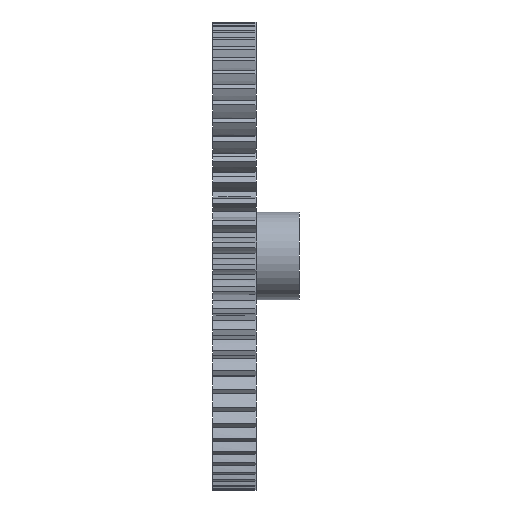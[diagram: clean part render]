
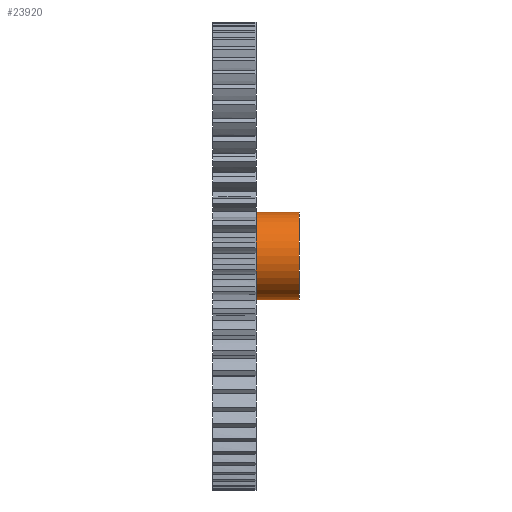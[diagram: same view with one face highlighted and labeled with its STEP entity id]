
A CAD part, front view. The second image highlights one B-rep face of the part: STEP entity #23920.
In plain terms, the highlighted cylindrical face has radius 5.1 mm (diameter 10.2 mm), a full revolution.
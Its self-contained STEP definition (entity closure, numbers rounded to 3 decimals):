
#79 = PLANE('',#80);
#80 = AXIS2_PLACEMENT_3D('',#81,#82,#83);
#81 = CARTESIAN_POINT('',(40.5,0.,15.));
#82 = DIRECTION('',(1.,0.,0.));
#83 = DIRECTION('',(0.,0.,-1.));
#16810 = EDGE_CURVE('',#16811,#16811,#16813,.T.);
#16811 = VERTEX_POINT('',#16812);
#16812 = CARTESIAN_POINT('',(40.5,0.,9.9));
#16813 = SURFACE_CURVE('',#16814,(#16819,#16826),.PCURVE_S1.);
#16814 = CIRCLE('',#16815,5.1);
#16815 = AXIS2_PLACEMENT_3D('',#16816,#16817,#16818);
#16816 = CARTESIAN_POINT('',(40.5,0.,15.));
#16817 = DIRECTION('',(1.,0.,0.));
#16818 = DIRECTION('',(0.,0.,-1.));
#16819 = PCURVE('',#79,#16820);
#16820 = DEFINITIONAL_REPRESENTATION('',(#16821),#16825);
#16821 = CIRCLE('',#16822,5.1);
#16822 = AXIS2_PLACEMENT_2D('',#16823,#16824);
#16823 = CARTESIAN_POINT('',(0.,0.));
#16824 = DIRECTION('',(1.,0.));
#16825 = ( GEOMETRIC_REPRESENTATION_CONTEXT(2) 
PARAMETRIC_REPRESENTATION_CONTEXT() REPRESENTATION_CONTEXT('2D SPACE',''
  ) );
#16826 = PCURVE('',#16827,#16832);
#16827 = CYLINDRICAL_SURFACE('',#16828,5.1);
#16828 = AXIS2_PLACEMENT_3D('',#16829,#16830,#16831);
#16829 = CARTESIAN_POINT('',(40.5,0.,15.));
#16830 = DIRECTION('',(-1.,-0.,0.));
#16831 = DIRECTION('',(0.,0.,-1.));
#16832 = DEFINITIONAL_REPRESENTATION('',(#16833),#16837);
#16833 = LINE('',#16834,#16835);
#16834 = CARTESIAN_POINT('',(-0.,0.));
#16835 = VECTOR('',#16836,1.);
#16836 = DIRECTION('',(-1.,0.));
#16837 = ( GEOMETRIC_REPRESENTATION_CONTEXT(2) 
PARAMETRIC_REPRESENTATION_CONTEXT() REPRESENTATION_CONTEXT('2D SPACE',''
  ) );
#23920 = ADVANCED_FACE('',(#23921),#16827,.T.);
#23921 = FACE_BOUND('',#23922,.F.);
#23922 = EDGE_LOOP('',(#23923,#23946,#23973,#23974));
#23923 = ORIENTED_EDGE('',*,*,#23924,.T.);
#23924 = EDGE_CURVE('',#16811,#23925,#23927,.T.);
#23925 = VERTEX_POINT('',#23926);
#23926 = CARTESIAN_POINT('',(45.5,0.,9.9));
#23927 = SEAM_CURVE('',#23928,(#23932,#23939),.PCURVE_S1.);
#23928 = LINE('',#23929,#23930);
#23929 = CARTESIAN_POINT('',(40.5,0.,9.9));
#23930 = VECTOR('',#23931,1.);
#23931 = DIRECTION('',(1.,0.,0.));
#23932 = PCURVE('',#16827,#23933);
#23933 = DEFINITIONAL_REPRESENTATION('',(#23934),#23938);
#23934 = LINE('',#23935,#23936);
#23935 = CARTESIAN_POINT('',(-0.,0.));
#23936 = VECTOR('',#23937,1.);
#23937 = DIRECTION('',(-0.,-1.));
#23938 = ( GEOMETRIC_REPRESENTATION_CONTEXT(2) 
PARAMETRIC_REPRESENTATION_CONTEXT() REPRESENTATION_CONTEXT('2D SPACE',''
  ) );
#23939 = PCURVE('',#16827,#23940);
#23940 = DEFINITIONAL_REPRESENTATION('',(#23941),#23945);
#23941 = LINE('',#23942,#23943);
#23942 = CARTESIAN_POINT('',(-6.283,0.));
#23943 = VECTOR('',#23944,1.);
#23944 = DIRECTION('',(-0.,-1.));
#23945 = ( GEOMETRIC_REPRESENTATION_CONTEXT(2) 
PARAMETRIC_REPRESENTATION_CONTEXT() REPRESENTATION_CONTEXT('2D SPACE',''
  ) );
#23946 = ORIENTED_EDGE('',*,*,#23947,.T.);
#23947 = EDGE_CURVE('',#23925,#23925,#23948,.T.);
#23948 = SURFACE_CURVE('',#23949,(#23954,#23961),.PCURVE_S1.);
#23949 = CIRCLE('',#23950,5.1);
#23950 = AXIS2_PLACEMENT_3D('',#23951,#23952,#23953);
#23951 = CARTESIAN_POINT('',(45.5,0.,15.));
#23952 = DIRECTION('',(1.,0.,0.));
#23953 = DIRECTION('',(0.,0.,-1.));
#23954 = PCURVE('',#16827,#23955);
#23955 = DEFINITIONAL_REPRESENTATION('',(#23956),#23960);
#23956 = LINE('',#23957,#23958);
#23957 = CARTESIAN_POINT('',(-0.,-5.));
#23958 = VECTOR('',#23959,1.);
#23959 = DIRECTION('',(-1.,0.));
#23960 = ( GEOMETRIC_REPRESENTATION_CONTEXT(2) 
PARAMETRIC_REPRESENTATION_CONTEXT() REPRESENTATION_CONTEXT('2D SPACE',''
  ) );
#23961 = PCURVE('',#23962,#23967);
#23962 = PLANE('',#23963);
#23963 = AXIS2_PLACEMENT_3D('',#23964,#23965,#23966);
#23964 = CARTESIAN_POINT('',(45.5,0.,15.));
#23965 = DIRECTION('',(1.,0.,0.));
#23966 = DIRECTION('',(0.,0.,-1.));
#23967 = DEFINITIONAL_REPRESENTATION('',(#23968),#23972);
#23968 = CIRCLE('',#23969,5.1);
#23969 = AXIS2_PLACEMENT_2D('',#23970,#23971);
#23970 = CARTESIAN_POINT('',(0.,0.));
#23971 = DIRECTION('',(1.,0.));
#23972 = ( GEOMETRIC_REPRESENTATION_CONTEXT(2) 
PARAMETRIC_REPRESENTATION_CONTEXT() REPRESENTATION_CONTEXT('2D SPACE',''
  ) );
#23973 = ORIENTED_EDGE('',*,*,#23924,.F.);
#23974 = ORIENTED_EDGE('',*,*,#16810,.F.);
